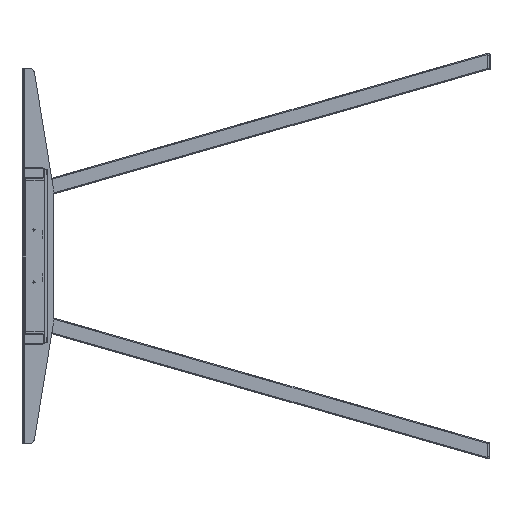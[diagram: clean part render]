
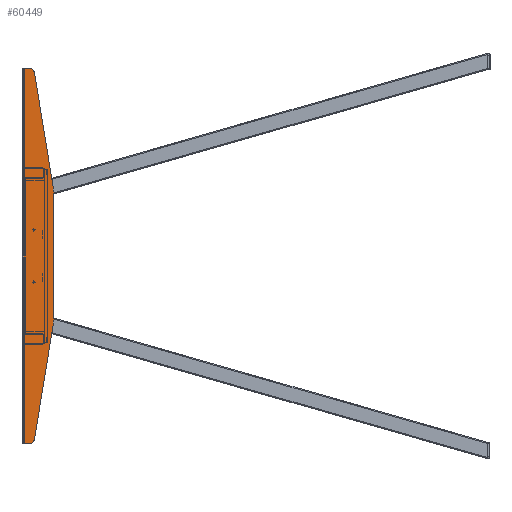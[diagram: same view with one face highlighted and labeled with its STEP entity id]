
A CAD part, left-side view. The second image highlights one B-rep face of the part: STEP entity #60449.
In plain terms, the highlighted planar face has unit normal (-1, 0, 0).
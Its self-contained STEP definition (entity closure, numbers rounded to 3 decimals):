
#622 = ORIENTED_EDGE ( 'NONE', *, *, #27212, .F. ) ;
#2269 = DIRECTION ( 'NONE',  ( 0., 0.16, -0.987 ) ) ;
#2433 = EDGE_CURVE ( 'NONE', #4794, #41728, #9253, .T. ) ;
#3387 = DIRECTION ( 'NONE',  ( -1., 0., 0. ) ) ;
#4794 = VERTEX_POINT ( 'NONE', #56311 ) ;
#4870 = EDGE_CURVE ( 'NONE', #23413, #14444, #56854, .T. ) ;
#5152 = DIRECTION ( 'NONE',  ( 0., 0., 1. ) ) ;
#6366 = LINE ( 'NONE', #41278, #43960 ) ;
#7372 = EDGE_CURVE ( 'NONE', #54836, #50838, #56321, .T. ) ;
#7661 = CARTESIAN_POINT ( 'NONE',  ( -2389.5, 895.331, 360. ) ) ;
#7856 = AXIS2_PLACEMENT_3D ( 'NONE', #48673, #9898, #5152 ) ;
#9253 = CIRCLE ( 'NONE', #25105, 50. ) ;
#9323 = DIRECTION ( 'NONE',  ( 0., 1., 0. ) ) ;
#9898 = DIRECTION ( 'NONE',  ( -1., 0., 0. ) ) ;
#10272 = CARTESIAN_POINT ( 'NONE',  ( -2389.5, 875.137, 351.603 ) ) ;
#11380 = VECTOR ( 'NONE', #46490, 1000. ) ;
#11534 = LINE ( 'NONE', #34746, #58306 ) ;
#11756 = CARTESIAN_POINT ( 'NONE',  ( -2389.5, 838.978, 128.982 ) ) ;
#12483 = EDGE_CURVE ( 'NONE', #4794, #33850, #6366, .T. ) ;
#12504 = ORIENTED_EDGE ( 'NONE', *, *, #15116, .T. ) ;
#14299 = CARTESIAN_POINT ( 'NONE',  ( -2389.5, 875.137, -351.603 ) ) ;
#14444 = VERTEX_POINT ( 'NONE', #11756 ) ;
#14945 = VERTEX_POINT ( 'NONE', #17206 ) ;
#15116 = EDGE_CURVE ( 'NONE', #60541, #33850, #36119, .T. ) ;
#15143 = VECTOR ( 'NONE', #9323, 1000. ) ;
#15260 = VECTOR ( 'NONE', #31370, 1000. ) ;
#16301 = AXIS2_PLACEMENT_3D ( 'NONE', #17581, #21847, #46764 ) ;
#16670 = LINE ( 'NONE', #49181, #15143 ) ;
#16914 = CARTESIAN_POINT ( 'NONE',  ( -2389.5, 838.331, 125. ) ) ;
#17079 = EDGE_CURVE ( 'NONE', #23413, #41728, #31331, .T. ) ;
#17206 = CARTESIAN_POINT ( 'NONE',  ( -2389.5, 885.008, 360. ) ) ;
#17581 = CARTESIAN_POINT ( 'NONE',  ( -2389.5, 885.008, -350. ) ) ;
#19735 = CARTESIAN_POINT ( 'NONE',  ( -2389.5, 838.331, -120.966 ) ) ;
#20123 = ORIENTED_EDGE ( 'NONE', *, *, #2433, .T. ) ;
#21521 = AXIS2_PLACEMENT_3D ( 'NONE', #27990, #3387, #32926 ) ;
#21847 = DIRECTION ( 'NONE',  ( -1., 0., 0. ) ) ;
#22529 = CARTESIAN_POINT ( 'NONE',  ( -2389.5, 895.331, 360. ) ) ;
#23413 = VERTEX_POINT ( 'NONE', #63256 ) ;
#25105 = AXIS2_PLACEMENT_3D ( 'NONE', #55361, #59462, #50029 ) ;
#27212 = EDGE_CURVE ( 'NONE', #27612, #14444, #34370, .T. ) ;
#27612 = VERTEX_POINT ( 'NONE', #10272 ) ;
#27723 = ORIENTED_EDGE ( 'NONE', *, *, #7372, .T. ) ;
#27990 = CARTESIAN_POINT ( 'NONE',  ( -2389.5, 888.331, 120.966 ) ) ;
#28457 = EDGE_CURVE ( 'NONE', #27612, #14945, #35426, .T. ) ;
#31331 = LINE ( 'NONE', #56894, #15260 ) ;
#31370 = DIRECTION ( 'NONE',  ( 0., 0., -1. ) ) ;
#32697 = EDGE_CURVE ( 'NONE', #60541, #50838, #16670, .T. ) ;
#32926 = DIRECTION ( 'NONE',  ( 0., 0., 1. ) ) ;
#33834 = DIRECTION ( 'NONE',  ( -1., 0., 0. ) ) ;
#33850 = VERTEX_POINT ( 'NONE', #14299 ) ;
#34370 = LINE ( 'NONE', #16914, #11380 ) ;
#34746 = CARTESIAN_POINT ( 'NONE',  ( -2389.5, 876.501, 360. ) ) ;
#35426 = CIRCLE ( 'NONE', #40353, 10. ) ;
#35563 = VECTOR ( 'NONE', #37454, 1000. ) ;
#36119 = CIRCLE ( 'NONE', #16301, 10. ) ;
#37454 = DIRECTION ( 'NONE',  ( 0., 0., -1. ) ) ;
#38566 = ORIENTED_EDGE ( 'NONE', *, *, #12483, .F. ) ;
#40353 = AXIS2_PLACEMENT_3D ( 'NONE', #40557, #33834, #50113 ) ;
#40557 = CARTESIAN_POINT ( 'NONE',  ( -2389.5, 885.008, 350. ) ) ;
#41278 = CARTESIAN_POINT ( 'NONE',  ( -2389.5, 876.501, -360. ) ) ;
#41728 = VERTEX_POINT ( 'NONE', #19735 ) ;
#43960 = VECTOR ( 'NONE', #2269, 1000. ) ;
#44008 = PLANE ( 'NONE',  #7856 ) ;
#46490 = DIRECTION ( 'NONE',  ( 0., -0.16, -0.987 ) ) ;
#46713 = ORIENTED_EDGE ( 'NONE', *, *, #61684, .F. ) ;
#46764 = DIRECTION ( 'NONE',  ( 0., 0., 1. ) ) ;
#48673 = CARTESIAN_POINT ( 'NONE',  ( -2389.5, 899.331, 360. ) ) ;
#49181 = CARTESIAN_POINT ( 'NONE',  ( -2389.5, 899.331, -360. ) ) ;
#49805 = ORIENTED_EDGE ( 'NONE', *, *, #28457, .T. ) ;
#50019 = ORIENTED_EDGE ( 'NONE', *, *, #17079, .F. ) ;
#50029 = DIRECTION ( 'NONE',  ( 0., 0., 1. ) ) ;
#50113 = DIRECTION ( 'NONE',  ( 0., 0., 1. ) ) ;
#50358 = CARTESIAN_POINT ( 'NONE',  ( -2389.5, 885.008, -360. ) ) ;
#50838 = VERTEX_POINT ( 'NONE', #59477 ) ;
#53795 = EDGE_LOOP ( 'NONE', ( #38566, #20123, #50019, #59224, #622, #49805, #46713, #27723, #56189, #12504 ) ) ;
#54836 = VERTEX_POINT ( 'NONE', #22529 ) ;
#55361 = CARTESIAN_POINT ( 'NONE',  ( -2389.5, 888.331, -120.966 ) ) ;
#56189 = ORIENTED_EDGE ( 'NONE', *, *, #32697, .F. ) ;
#56311 = CARTESIAN_POINT ( 'NONE',  ( -2389.5, 838.978, -128.982 ) ) ;
#56321 = LINE ( 'NONE', #7661, #35563 ) ;
#56854 = CIRCLE ( 'NONE', #21521, 50. ) ;
#56894 = CARTESIAN_POINT ( 'NONE',  ( -2389.5, 838.331, -125. ) ) ;
#58306 = VECTOR ( 'NONE', #59387, 1000. ) ;
#59224 = ORIENTED_EDGE ( 'NONE', *, *, #4870, .T. ) ;
#59387 = DIRECTION ( 'NONE',  ( 0., -1., 0. ) ) ;
#59462 = DIRECTION ( 'NONE',  ( -1., 0., 0. ) ) ;
#59477 = CARTESIAN_POINT ( 'NONE',  ( -2389.5, 895.331, -360. ) ) ;
#60449 = ADVANCED_FACE ( 'NONE', ( #61063 ), #44008, .T. ) ;
#60541 = VERTEX_POINT ( 'NONE', #50358 ) ;
#61063 = FACE_OUTER_BOUND ( 'NONE', #53795, .T. ) ;
#61684 = EDGE_CURVE ( 'NONE', #54836, #14945, #11534, .T. ) ;
#63256 = CARTESIAN_POINT ( 'NONE',  ( -2389.5, 838.331, 120.966 ) ) ;
